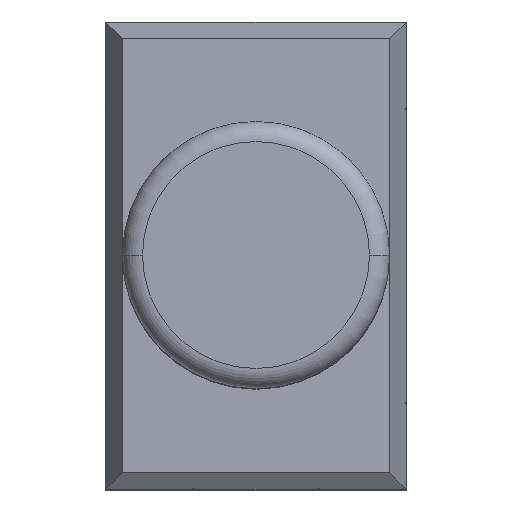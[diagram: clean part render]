
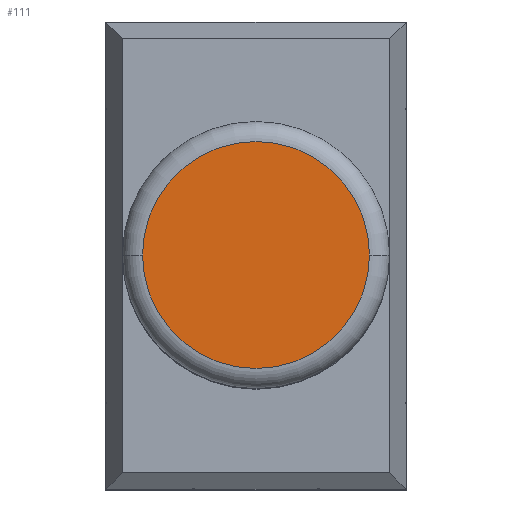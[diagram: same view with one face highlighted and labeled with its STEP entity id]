
A CAD part, top view. The second image highlights one B-rep face of the part: STEP entity #111.
In plain terms, the highlighted planar face has unit normal (0, 0, 1).
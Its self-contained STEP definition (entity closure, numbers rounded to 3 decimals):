
#111=ADVANCED_FACE('',(#313),#314,.T.);
#313=FACE_OUTER_BOUND('',#592,.T.);
#314=PLANE('',#593);
#592=EDGE_LOOP('',(#1240,#1241));
#593=AXIS2_PLACEMENT_3D('',#1242,#1243,#1244);
#1240=ORIENTED_EDGE('',*,*,#1874,.T.);
#1241=ORIENTED_EDGE('',*,*,#2052,.T.);
#1242=CARTESIAN_POINT('',(0.0,0.0,8.3));
#1243=DIRECTION('',(0.0,0.0,1.0));
#1244=DIRECTION('',(1.0,-0.0,0.0));
#1874=EDGE_CURVE('',#2254,#2257,#2259,.T.);
#2052=EDGE_CURVE('',#2257,#2254,#2560,.T.);
#2254=VERTEX_POINT('',#2845);
#2257=VERTEX_POINT('',#2848);
#2259=CIRCLE('',#2850,1.7);
#2560=CIRCLE('',#3302,1.7);
#2845=CARTESIAN_POINT('',(1.7,0.0,8.3));
#2848=CARTESIAN_POINT('',(-1.7,0.,8.3));
#2850=AXIS2_PLACEMENT_3D('',#3687,#3688,#3689);
#3302=AXIS2_PLACEMENT_3D('',#3942,#3943,#3944);
#3687=CARTESIAN_POINT('',(0.0,0.0,8.3));
#3688=DIRECTION('',(0.0,0.0,1.0));
#3689=DIRECTION('',(1.0,0.0,-0.0));
#3942=CARTESIAN_POINT('',(0.0,0.0,8.3));
#3943=DIRECTION('',(0.0,0.0,1.0));
#3944=DIRECTION('',(1.0,0.0,-0.0));
